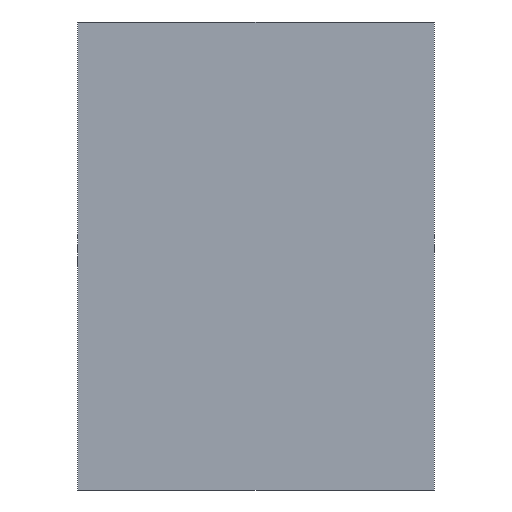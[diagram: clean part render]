
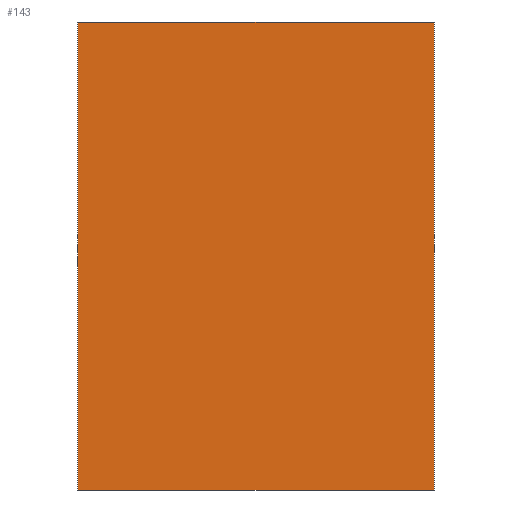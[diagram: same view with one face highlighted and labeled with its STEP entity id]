
A CAD part, left-side view. The second image highlights one B-rep face of the part: STEP entity #143.
In plain terms, the highlighted planar face has unit normal (-1, 0, 0).
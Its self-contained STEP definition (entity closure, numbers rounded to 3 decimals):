
#17=PLANE('',#175);
#26=FACE_OUTER_BOUND('',#34,.T.);
#34=EDGE_LOOP('',(#117,#118,#119,#120));
#45=LINE('',#242,#59);
#46=LINE('',#245,#60);
#47=LINE('',#247,#61);
#48=LINE('',#248,#62);
#59=VECTOR('',#201,10.);
#60=VECTOR('',#204,10.);
#61=VECTOR('',#205,10.);
#62=VECTOR('',#206,10.);
#77=VERTEX_POINT('',#235);
#80=VERTEX_POINT('',#240);
#81=VERTEX_POINT('',#244);
#82=VERTEX_POINT('',#246);
#94=EDGE_CURVE('',#77,#80,#45,.T.);
#95=EDGE_CURVE('',#81,#77,#46,.T.);
#96=EDGE_CURVE('',#82,#80,#47,.T.);
#97=EDGE_CURVE('',#81,#82,#48,.T.);
#117=ORIENTED_EDGE('',*,*,#95,.T.);
#118=ORIENTED_EDGE('',*,*,#94,.T.);
#119=ORIENTED_EDGE('',*,*,#96,.F.);
#120=ORIENTED_EDGE('',*,*,#97,.F.);
#143=ADVANCED_FACE('',(#26),#17,.T.);
#175=AXIS2_PLACEMENT_3D('',#243,#202,#203);
#201=DIRECTION('',(0.,0.,1.));
#202=DIRECTION('center_axis',(-1.,0.,0.));
#203=DIRECTION('ref_axis',(0.,-1.,0.));
#204=DIRECTION('',(0.,-1.,0.));
#205=DIRECTION('',(0.,-1.,0.));
#206=DIRECTION('',(0.,0.,1.));
#235=CARTESIAN_POINT('',(0.,0.,0.));
#240=CARTESIAN_POINT('',(0.,0.,82.8));
#242=CARTESIAN_POINT('',(0.,0.,0.));
#243=CARTESIAN_POINT('Origin',(0.,63.,0.));
#244=CARTESIAN_POINT('',(0.,63.,0.));
#245=CARTESIAN_POINT('',(0.,63.,0.));
#246=CARTESIAN_POINT('',(0.,63.,82.8));
#247=CARTESIAN_POINT('',(0.,63.,82.8));
#248=CARTESIAN_POINT('',(0.,63.,0.));
